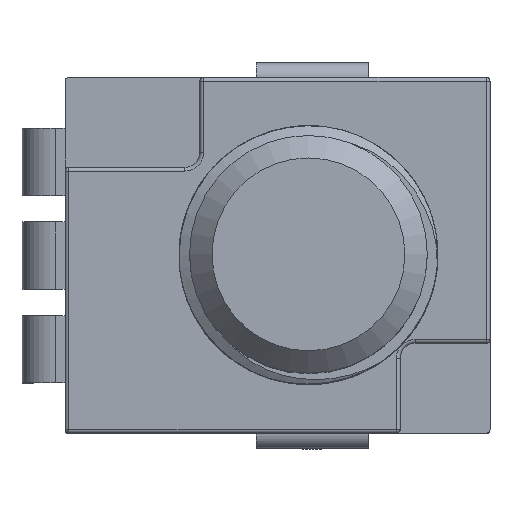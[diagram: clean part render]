
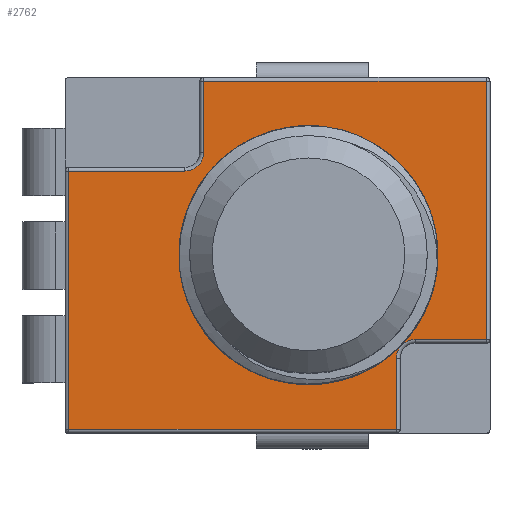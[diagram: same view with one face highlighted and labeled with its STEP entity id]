
A CAD part, top view. The second image highlights one B-rep face of the part: STEP entity #2762.
In plain terms, the highlighted planar face has unit normal (0, 0, 1).
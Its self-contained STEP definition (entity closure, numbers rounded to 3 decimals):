
#81=PLANE('',#2970);
#180=FACE_OUTER_BOUND('',#346,.T.);
#346=EDGE_LOOP('',(#1916,#1917,#1918,#1919,#1920,#1921,#1922,#1923,#1924,
#1925));
#513=LINE('',#4100,#785);
#514=LINE('',#4111,#786);
#518=LINE('',#4127,#790);
#520=LINE('',#4133,#792);
#521=LINE('',#4135,#793);
#522=LINE('',#4137,#794);
#523=LINE('',#4141,#795);
#524=LINE('',#4142,#796);
#785=VECTOR('',#3276,10.);
#786=VECTOR('',#3289,10.);
#790=VECTOR('',#3309,10.);
#792=VECTOR('',#3315,10.);
#793=VECTOR('',#3316,10.);
#794=VECTOR('',#3317,10.);
#795=VECTOR('',#3320,10.);
#796=VECTOR('',#3321,10.);
#1051=CIRCLE('',#2957,0.5);
#1059=CIRCLE('',#2971,0.5);
#1170=VERTEX_POINT('',#4094);
#1172=VERTEX_POINT('',#4098);
#1174=VERTEX_POINT('',#4103);
#1176=VERTEX_POINT('',#4109);
#1180=VERTEX_POINT('',#4126);
#1182=VERTEX_POINT('',#4132);
#1183=VERTEX_POINT('',#4134);
#1184=VERTEX_POINT('',#4136);
#1185=VERTEX_POINT('',#4138);
#1186=VERTEX_POINT('',#4140);
#1450=EDGE_CURVE('',#1172,#1170,#513,.T.);
#1452=EDGE_CURVE('',#1174,#1172,#1051,.T.);
#1455=EDGE_CURVE('',#1176,#1174,#514,.T.);
#1463=EDGE_CURVE('',#1170,#1180,#518,.T.);
#1466=EDGE_CURVE('',#1182,#1176,#520,.T.);
#1467=EDGE_CURVE('',#1183,#1182,#521,.T.);
#1468=EDGE_CURVE('',#1184,#1183,#522,.T.);
#1469=EDGE_CURVE('',#1185,#1184,#1059,.T.);
#1470=EDGE_CURVE('',#1186,#1185,#523,.T.);
#1471=EDGE_CURVE('',#1180,#1186,#524,.T.);
#1916=ORIENTED_EDGE('',*,*,#1450,.F.);
#1917=ORIENTED_EDGE('',*,*,#1452,.F.);
#1918=ORIENTED_EDGE('',*,*,#1455,.F.);
#1919=ORIENTED_EDGE('',*,*,#1466,.F.);
#1920=ORIENTED_EDGE('',*,*,#1467,.F.);
#1921=ORIENTED_EDGE('',*,*,#1468,.F.);
#1922=ORIENTED_EDGE('',*,*,#1469,.F.);
#1923=ORIENTED_EDGE('',*,*,#1470,.F.);
#1924=ORIENTED_EDGE('',*,*,#1471,.F.);
#1925=ORIENTED_EDGE('',*,*,#1463,.F.);
#2762=ADVANCED_FACE('',(#180),#81,.T.);
#2957=AXIS2_PLACEMENT_3D('',#4105,#3281,#3282);
#2970=AXIS2_PLACEMENT_3D('',#4131,#3313,#3314);
#2971=AXIS2_PLACEMENT_3D('',#4139,#3318,#3319);
#3276=DIRECTION('',(0.,-1.,0.));
#3281=DIRECTION('center_axis',(0.,0.,1.));
#3282=DIRECTION('ref_axis',(-0.707,0.707,0.));
#3289=DIRECTION('',(-1.,0.,0.));
#3309=DIRECTION('',(-1.,0.,0.));
#3313=DIRECTION('center_axis',(0.,0.,1.));
#3314=DIRECTION('ref_axis',(1.,0.,0.));
#3315=DIRECTION('',(0.,-1.,0.));
#3316=DIRECTION('',(1.,0.,0.));
#3317=DIRECTION('',(0.,1.,0.));
#3318=DIRECTION('center_axis',(0.,0.,1.));
#3319=DIRECTION('ref_axis',(0.707,-0.707,0.));
#3320=DIRECTION('',(1.,0.,0.));
#3321=DIRECTION('',(0.,1.,0.));
#4094=CARTESIAN_POINT('',(9.85,-7.15,10.));
#4098=CARTESIAN_POINT('',(9.85,-5.25,10.));
#4100=CARTESIAN_POINT('',(9.85,-4.875,10.));
#4103=CARTESIAN_POINT('',(10.35,-4.75,10.));
#4105=CARTESIAN_POINT('Origin',(10.35,-5.25,10.));
#4109=CARTESIAN_POINT('',(12.25,-4.75,10.));
#4111=CARTESIAN_POINT('',(8.313,-4.75,10.));
#4126=CARTESIAN_POINT('',(1.1,-7.15,10.));
#4127=CARTESIAN_POINT('',(3.838,-7.15,10.));
#4131=CARTESIAN_POINT('Origin',(6.675,-2.5,10.));
#4132=CARTESIAN_POINT('',(12.25,2.15,10.));
#4133=CARTESIAN_POINT('',(12.25,-4.875,10.));
#4134=CARTESIAN_POINT('',(4.7,2.15,10.));
#4135=CARTESIAN_POINT('',(9.513,2.15,10.));
#4136=CARTESIAN_POINT('',(4.7,0.25,10.));
#4137=CARTESIAN_POINT('',(4.7,-0.125,10.));
#4138=CARTESIAN_POINT('',(4.2,-0.25,10.));
#4139=CARTESIAN_POINT('Origin',(4.2,0.25,10.));
#4140=CARTESIAN_POINT('',(1.1,-0.25,10.));
#4141=CARTESIAN_POINT('',(5.638,-0.25,10.));
#4142=CARTESIAN_POINT('',(1.1,-0.125,10.));
